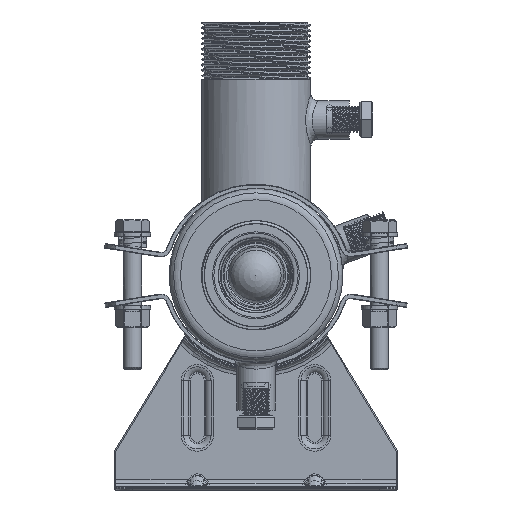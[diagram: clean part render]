
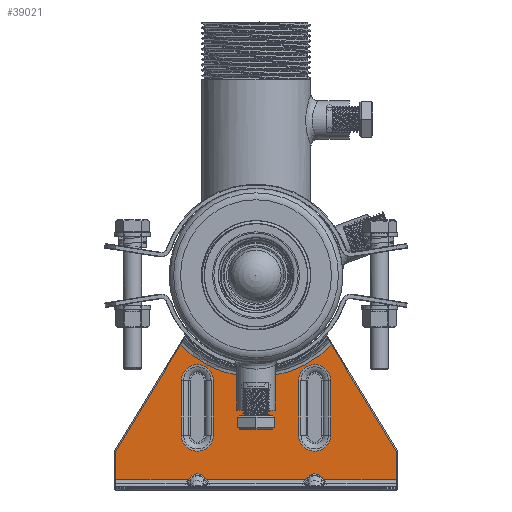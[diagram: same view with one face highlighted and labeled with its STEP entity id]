
A CAD part, left-side view. The second image highlights one B-rep face of the part: STEP entity #39021.
In plain terms, the highlighted face is planar.
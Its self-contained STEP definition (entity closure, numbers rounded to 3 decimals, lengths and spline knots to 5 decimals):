
#1158=ELLIPSE('',#41668,0.00707,0.005);
#1159=ELLIPSE('',#41669,0.00707,0.005);
#2413=LINE('',#90474,#3762);
#2414=LINE('',#90477,#3763);
#2415=LINE('',#90481,#3764);
#2416=LINE('',#90483,#3765);
#2417=LINE('',#90485,#3766);
#2418=LINE('',#90487,#3767);
#2419=LINE('',#90491,#3768);
#2420=LINE('',#90493,#3769);
#2421=LINE('',#90495,#3770);
#2422=LINE('',#90499,#3771);
#2423=LINE('',#90501,#3772);
#2424=LINE('',#90502,#3773);
#2425=LINE('',#90507,#3774);
#2426=LINE('',#90510,#3775);
#2427=LINE('',#90515,#3776);
#3762=VECTOR('',#47403,1.);
#3763=VECTOR('',#47404,1.);
#3764=VECTOR('',#47407,1.);
#3765=VECTOR('',#47408,1.);
#3766=VECTOR('',#47409,1.);
#3767=VECTOR('',#47410,1.);
#3768=VECTOR('',#47413,1.);
#3769=VECTOR('',#47414,1.);
#3770=VECTOR('',#47415,1.);
#3771=VECTOR('',#47418,1.);
#3772=VECTOR('',#47419,1.);
#3773=VECTOR('',#47420,1.);
#3774=VECTOR('',#47423,1.);
#3775=VECTOR('',#47426,1.);
#3776=VECTOR('',#47429,1.);
#5215=PLANE('',#41666);
#19504=ORIENTED_EDGE('',*,*,#25970,.T.);
#19505=ORIENTED_EDGE('',*,*,#25971,.T.);
#19506=ORIENTED_EDGE('',*,*,#25972,.T.);
#19507=ORIENTED_EDGE('',*,*,#25973,.T.);
#19508=ORIENTED_EDGE('',*,*,#25974,.T.);
#19509=ORIENTED_EDGE('',*,*,#25975,.T.);
#19510=ORIENTED_EDGE('',*,*,#25976,.T.);
#19511=ORIENTED_EDGE('',*,*,#25977,.T.);
#19512=ORIENTED_EDGE('',*,*,#25978,.T.);
#19513=ORIENTED_EDGE('',*,*,#25979,.T.);
#19514=ORIENTED_EDGE('',*,*,#25980,.T.);
#19515=ORIENTED_EDGE('',*,*,#25981,.T.);
#19516=ORIENTED_EDGE('',*,*,#25982,.T.);
#19517=ORIENTED_EDGE('',*,*,#25983,.T.);
#19518=ORIENTED_EDGE('',*,*,#25984,.T.);
#19519=ORIENTED_EDGE('',*,*,#25985,.T.);
#19520=ORIENTED_EDGE('',*,*,#25986,.T.);
#19521=ORIENTED_EDGE('',*,*,#25987,.T.);
#19522=ORIENTED_EDGE('',*,*,#25988,.T.);
#19523=ORIENTED_EDGE('',*,*,#25989,.T.);
#19524=ORIENTED_EDGE('',*,*,#25990,.T.);
#19525=ORIENTED_EDGE('',*,*,#25991,.T.);
#25970=EDGE_CURVE('',#30126,#30127,#2413,.T.);
#25971=EDGE_CURVE('',#30127,#30128,#2414,.T.);
#25972=EDGE_CURVE('',#30128,#30129,#31047,.F.);
#25973=EDGE_CURVE('',#30129,#30130,#2415,.F.);
#25974=EDGE_CURVE('',#30130,#30131,#2416,.F.);
#25975=EDGE_CURVE('',#30131,#30132,#2417,.T.);
#25976=EDGE_CURVE('',#30132,#30133,#2418,.T.);
#25977=EDGE_CURVE('',#30133,#30134,#1158,.F.);
#25978=EDGE_CURVE('',#30134,#30135,#2419,.T.);
#25979=EDGE_CURVE('',#30135,#30136,#2420,.T.);
#25980=EDGE_CURVE('',#30136,#30137,#2421,.F.);
#25981=EDGE_CURVE('',#30137,#30138,#1159,.F.);
#25982=EDGE_CURVE('',#30138,#30139,#2422,.F.);
#25983=EDGE_CURVE('',#30139,#30126,#2423,.T.);
#25984=EDGE_CURVE('',#30140,#30141,#2424,.F.);
#25985=EDGE_CURVE('',#30141,#30142,#31048,.F.);
#25986=EDGE_CURVE('',#30142,#30143,#2425,.T.);
#25987=EDGE_CURVE('',#30143,#30140,#31049,.F.);
#25988=EDGE_CURVE('',#30144,#30145,#2426,.F.);
#25989=EDGE_CURVE('',#30145,#30146,#31050,.F.);
#25990=EDGE_CURVE('',#30146,#30147,#2427,.T.);
#25991=EDGE_CURVE('',#30147,#30144,#31051,.F.);
#30126=VERTEX_POINT('',#90475);
#30127=VERTEX_POINT('',#90476);
#30128=VERTEX_POINT('',#90478);
#30129=VERTEX_POINT('',#90480);
#30130=VERTEX_POINT('',#90482);
#30131=VERTEX_POINT('',#90484);
#30132=VERTEX_POINT('',#90486);
#30133=VERTEX_POINT('',#90488);
#30134=VERTEX_POINT('',#90490);
#30135=VERTEX_POINT('',#90492);
#30136=VERTEX_POINT('',#90494);
#30137=VERTEX_POINT('',#90496);
#30138=VERTEX_POINT('',#90498);
#30139=VERTEX_POINT('',#90500);
#30140=VERTEX_POINT('',#90503);
#30141=VERTEX_POINT('',#90504);
#30142=VERTEX_POINT('',#90506);
#30143=VERTEX_POINT('',#90508);
#30144=VERTEX_POINT('',#90511);
#30145=VERTEX_POINT('',#90512);
#30146=VERTEX_POINT('',#90514);
#30147=VERTEX_POINT('',#90516);
#31047=CIRCLE('',#41667,0.04584);
#31048=CIRCLE('',#41670,0.007);
#31049=CIRCLE('',#41671,0.007);
#31050=CIRCLE('',#41672,0.007);
#31051=CIRCLE('',#41673,0.007);
#33631=EDGE_LOOP('',(#19504,#19505,#19506,#19507,#19508,#19509,#19510,#19511,
#19512,#19513,#19514,#19515,#19516,#19517));
#33632=EDGE_LOOP('',(#19518,#19519,#19520,#19521));
#33633=EDGE_LOOP('',(#19522,#19523,#19524,#19525));
#36271=FACE_BOUND('',#33631,.T.);
#36272=FACE_BOUND('',#33632,.T.);
#36273=FACE_BOUND('',#33633,.T.);
#39021=ADVANCED_FACE('',(#36271,#36272,#36273),#5215,.T.);
#41666=AXIS2_PLACEMENT_3D('',#90473,#47401,#47402);
#41667=AXIS2_PLACEMENT_3D('',#90479,#47405,#47406);
#41668=AXIS2_PLACEMENT_3D('',#90489,#47411,#47412);
#41669=AXIS2_PLACEMENT_3D('',#90497,#47416,#47417);
#41670=AXIS2_PLACEMENT_3D('',#90505,#47421,#47422);
#41671=AXIS2_PLACEMENT_3D('',#90509,#47424,#47425);
#41672=AXIS2_PLACEMENT_3D('',#90513,#47427,#47428);
#41673=AXIS2_PLACEMENT_3D('',#90517,#47430,#47431);
#47401=DIRECTION('',(0.,-1.,0.));
#47402=DIRECTION('',(1.,0.,0.));
#47403=DIRECTION('',(0.,0.,1.));
#47404=DIRECTION('',(-0.52,0.,0.854));
#47405=DIRECTION('',(0.,-1.,0.));
#47406=DIRECTION('',(0.,0.,-1.));
#47407=DIRECTION('',(0.52,0.,0.854));
#47408=DIRECTION('',(0.,0.,1.));
#47409=DIRECTION('',(1.,0.,0.));
#47410=DIRECTION('',(0.577,0.,0.816));
#47411=DIRECTION('',(0.,-1.,0.));
#47412=DIRECTION('',(0.,0.,-1.));
#47413=DIRECTION('',(0.577,0.,-0.816));
#47414=DIRECTION('',(1.,0.,0.));
#47415=DIRECTION('',(-0.577,0.,-0.816));
#47416=DIRECTION('',(0.,-1.,0.));
#47417=DIRECTION('',(0.,0.,-1.));
#47418=DIRECTION('',(-0.577,0.,0.816));
#47419=DIRECTION('',(1.,0.,0.));
#47420=DIRECTION('',(0.,0.,-1.));
#47421=DIRECTION('',(0.,-1.,0.));
#47422=DIRECTION('',(0.,0.,-1.));
#47423=DIRECTION('',(0.,0.,-1.));
#47424=DIRECTION('',(0.,-1.,0.));
#47425=DIRECTION('',(0.,0.,-1.));
#47426=DIRECTION('',(0.,0.,-1.));
#47427=DIRECTION('',(0.,-1.,0.));
#47428=DIRECTION('',(0.,0.,-1.));
#47429=DIRECTION('',(0.,0.,-1.));
#47430=DIRECTION('',(0.,-1.,0.));
#47431=DIRECTION('',(0.,0.,-1.));
#90473=CARTESIAN_POINT('',(0.00007,-0.0015,0.05347));
#90474=CARTESIAN_POINT('',(0.0615,-0.0015,0.01702));
#90475=CARTESIAN_POINT('',(0.0615,-0.0015,0.0045));
#90476=CARTESIAN_POINT('',(0.0615,-0.0015,0.01688));
#90477=CARTESIAN_POINT('',(0.03301,-0.0015,0.06372));
#90478=CARTESIAN_POINT('',(0.03308,-0.0015,0.0636));
#90479=CARTESIAN_POINT('',(0.,-0.0015,0.09534));
#90480=CARTESIAN_POINT('',(-0.03308,-0.0015,0.0636));
#90481=CARTESIAN_POINT('',(-0.02862,-0.0015,0.07093));
#90482=CARTESIAN_POINT('',(-0.0615,-0.0015,0.01688));
#90483=CARTESIAN_POINT('',(-0.0615,-0.0015,0.05347));
#90484=CARTESIAN_POINT('',(-0.0615,-0.0015,0.0045));
#90485=CARTESIAN_POINT('',(0.00007,-0.0015,0.0045));
#90486=CARTESIAN_POINT('',(-0.02965,-0.0015,0.0045));
#90487=CARTESIAN_POINT('',(-0.02902,-0.0015,0.00539));
#90488=CARTESIAN_POINT('',(-0.02925,-0.0015,0.00506));
#90489=CARTESIAN_POINT('',(-0.02572,-0.0015,0.00006));
#90490=CARTESIAN_POINT('',(-0.02218,-0.0015,0.00506));
#90491=CARTESIAN_POINT('',(-0.0199,-0.0015,0.00183));
#90492=CARTESIAN_POINT('',(-0.02179,-0.0015,0.0045));
#90493=CARTESIAN_POINT('',(0.00007,-0.0015,0.0045));
#90494=CARTESIAN_POINT('',(0.02179,-0.0015,0.0045));
#90495=CARTESIAN_POINT('',(0.03764,-0.0015,0.02691));
#90496=CARTESIAN_POINT('',(0.02218,-0.0015,0.00506));
#90497=CARTESIAN_POINT('',(0.02572,-0.0015,0.00006));
#90498=CARTESIAN_POINT('',(0.02925,-0.0015,0.00506));
#90499=CARTESIAN_POINT('',(-0.0033,-0.0015,0.05109));
#90500=CARTESIAN_POINT('',(0.02965,-0.0015,0.0045));
#90501=CARTESIAN_POINT('',(0.00007,-0.0015,0.0045));
#90502=CARTESIAN_POINT('',(0.01872,-0.0015,0.04799));
#90503=CARTESIAN_POINT('',(0.01872,-0.0015,0.02399));
#90504=CARTESIAN_POINT('',(0.01872,-0.0015,0.04799));
#90505=CARTESIAN_POINT('',(0.02572,-0.0015,0.04799));
#90506=CARTESIAN_POINT('',(0.03272,-0.0015,0.04799));
#90507=CARTESIAN_POINT('',(0.03272,-0.0015,0.05347));
#90508=CARTESIAN_POINT('',(0.03272,-0.0015,0.02399));
#90509=CARTESIAN_POINT('',(0.02572,-0.0015,0.02399));
#90510=CARTESIAN_POINT('',(-0.03272,-0.0015,0.04799));
#90511=CARTESIAN_POINT('',(-0.03272,-0.0015,0.02399));
#90512=CARTESIAN_POINT('',(-0.03272,-0.0015,0.04799));
#90513=CARTESIAN_POINT('',(-0.02572,-0.0015,0.04799));
#90514=CARTESIAN_POINT('',(-0.01872,-0.0015,0.04799));
#90515=CARTESIAN_POINT('',(-0.01872,-0.0015,0.05347));
#90516=CARTESIAN_POINT('',(-0.01872,-0.0015,0.02399));
#90517=CARTESIAN_POINT('',(-0.02572,-0.0015,0.02399));
